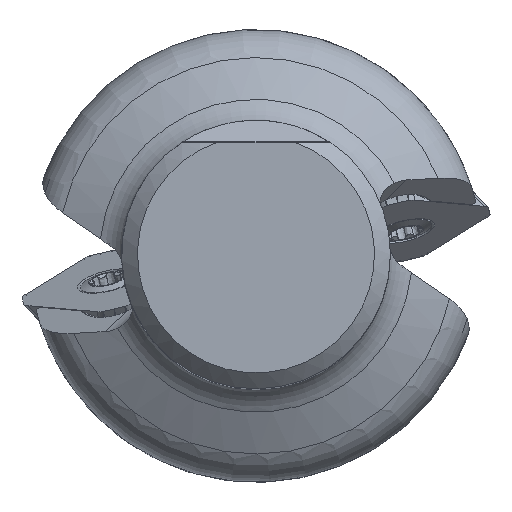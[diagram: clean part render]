
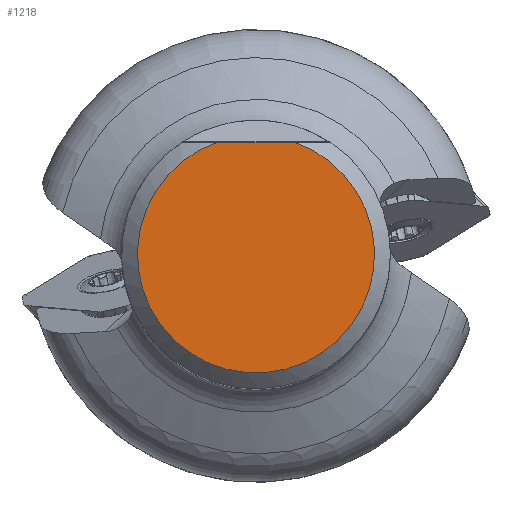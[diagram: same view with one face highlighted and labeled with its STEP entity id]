
A CAD part, top view. The second image highlights one B-rep face of the part: STEP entity #1218.
In plain terms, the highlighted planar face has unit normal (0, 0, 1).
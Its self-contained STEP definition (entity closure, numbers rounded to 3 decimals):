
#266=FACE_OUTER_BOUND('',#1618,.T.);
#466=PLANE('',#5109);
#717=LINE('',#7910,#938);
#938=VECTOR('',#5765,1.);
#1218=ADVANCED_FACE('',(#266),#466,.T.);
#1618=EDGE_LOOP('',(#2277,#2278));
#1908=CIRCLE('',#5108,11.197);
#2277=ORIENTED_EDGE('',*,*,#4142,.F.);
#2278=ORIENTED_EDGE('',*,*,#4143,.T.);
#3612=VERTEX_POINT('',#7911);
#3613=VERTEX_POINT('',#7912);
#4142=EDGE_CURVE('',#3612,#3613,#717,.T.);
#4143=EDGE_CURVE('',#3612,#3613,#1908,.T.);
#5108=AXIS2_PLACEMENT_3D('',#7913,#5766,#5767);
#5109=AXIS2_PLACEMENT_3D('',#7914,#5768,#5769);
#5765=DIRECTION('',(1.,0.,0.));
#5766=DIRECTION('',(0.,0.,1.));
#5767=DIRECTION('',(1.,0.,0.));
#5768=DIRECTION('',(0.,0.,1.));
#5769=DIRECTION('',(1.,0.,0.));
#7910=CARTESIAN_POINT('',(0.,10.603,0.));
#7911=CARTESIAN_POINT('',(-3.597,10.603,0.));
#7912=CARTESIAN_POINT('',(3.597,10.603,0.));
#7913=CARTESIAN_POINT('',(0.,0.,0.));
#7914=CARTESIAN_POINT('',(0.,0.,0.));
